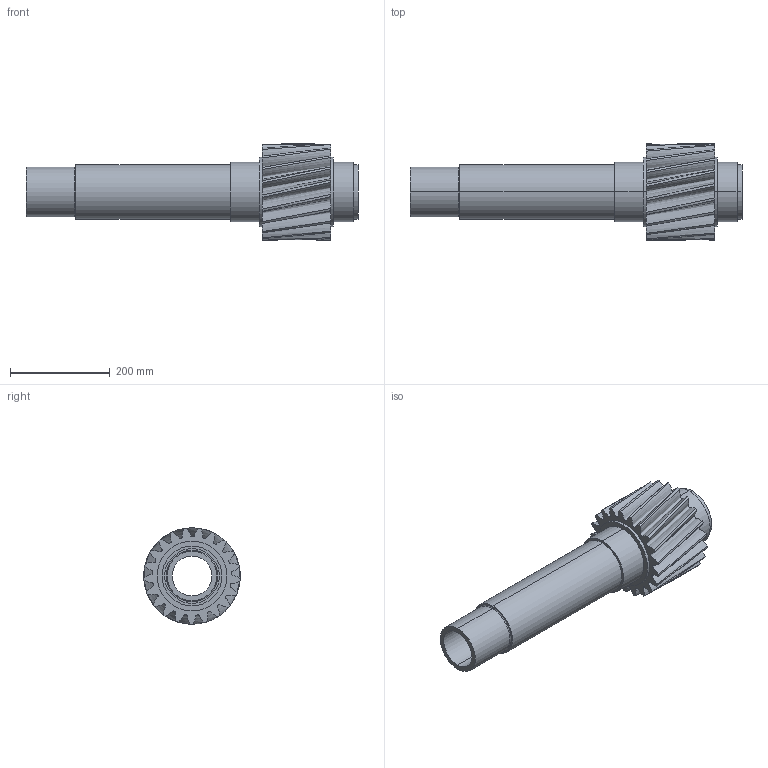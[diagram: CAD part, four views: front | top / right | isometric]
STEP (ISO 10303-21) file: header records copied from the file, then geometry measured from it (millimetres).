
FILE_DESCRIPTION(('STEP AP214'),'1');
FILE_NAME('pinion-shaft-tutorial.step','2022-03-22T16:49:58',(' '),(' '),'Spatial InterOp 3D',' ',' ');
FILE_SCHEMA(('AUTOMOTIVE_DESIGN { 1 0 10303 214 1 1 1 1 }'));
Length unit declared in the file: millimetre
Products named in the file (1): 1
Bounding box: 667 x 193.5 x 193.68 mm (x, y, z)
Volume: 5176738.8 mm3; surface area: 652433.3 mm2
Topology: 2 solids, 2 shells, 69 faces, 180 edges, 120 vertices
Faces by surface type: bspline 42, cylinder 16, plane 9, torus 2
Entity records: 51993 total; most frequent: CARTESIAN_POINT 50603, ORIENTED_EDGE 360, EDGE_CURVE 180, DIRECTION 150, B_SPLINE_CURVE_WITH_KNOTS 126, VERTEX_POINT 120, EDGE_LOOP 78, ADVANCED_FACE 69
